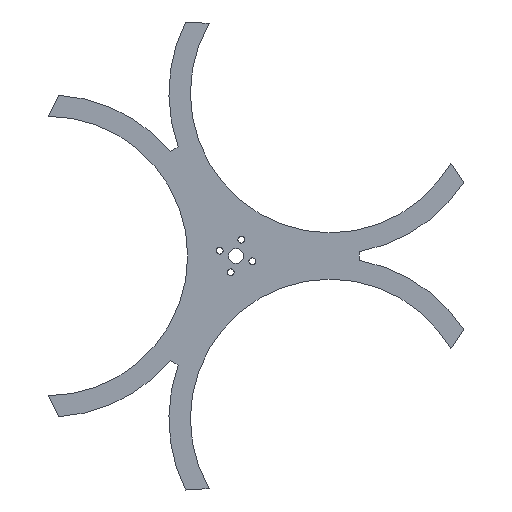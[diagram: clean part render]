
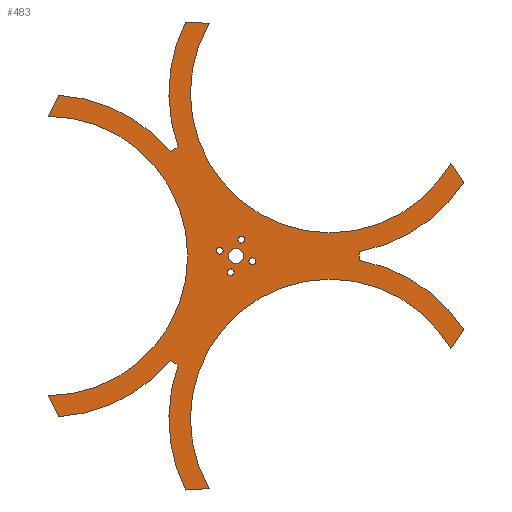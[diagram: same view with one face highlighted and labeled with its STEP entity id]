
A CAD part, front view. The second image highlights one B-rep face of the part: STEP entity #483.
In plain terms, the highlighted planar face has unit normal (0, -1, 0).
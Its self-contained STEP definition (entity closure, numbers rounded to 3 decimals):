
#15=FACE_BOUND('',#72,.T.);
#16=FACE_BOUND('',#73,.T.);
#17=FACE_BOUND('',#74,.T.);
#18=FACE_BOUND('',#75,.T.);
#19=FACE_BOUND('',#76,.T.);
#31=PLANE('',#539);
#46=FACE_OUTER_BOUND('',#71,.T.);
#71=EDGE_LOOP('',(#361,#362,#363,#364,#365,#366,#367,#368,#369,#370,#371,
#372,#373,#374,#375,#376,#377,#378));
#72=EDGE_LOOP('',(#379));
#73=EDGE_LOOP('',(#380));
#74=EDGE_LOOP('',(#381));
#75=EDGE_LOOP('',(#382));
#76=EDGE_LOOP('',(#383));
#100=LINE('',#751,#141);
#104=LINE('',#760,#145);
#108=LINE('',#769,#149);
#112=LINE('',#778,#153);
#116=LINE('',#787,#157);
#120=LINE('',#796,#161);
#124=LINE('',#806,#165);
#125=LINE('',#812,#166);
#126=LINE('',#818,#167);
#141=VECTOR('',#606,10.);
#145=VECTOR('',#612,10.);
#149=VECTOR('',#618,10.);
#153=VECTOR('',#624,10.);
#157=VECTOR('',#630,10.);
#161=VECTOR('',#636,10.);
#165=VECTOR('',#644,10.);
#166=VECTOR('',#651,10.);
#167=VECTOR('',#658,10.);
#179=CIRCLE('',#523,1.6);
#181=CIRCLE('',#526,1.6);
#183=CIRCLE('',#529,1.6);
#185=CIRCLE('',#532,1.6);
#186=CIRCLE('',#540,75.);
#187=CIRCLE('',#541,75.);
#188=CIRCLE('',#542,65.);
#189=CIRCLE('',#543,75.);
#190=CIRCLE('',#544,75.);
#191=CIRCLE('',#545,65.);
#192=CIRCLE('',#546,75.);
#193=CIRCLE('',#547,75.);
#194=CIRCLE('',#548,65.);
#195=CIRCLE('',#549,3.5);
#207=VERTEX_POINT('',#727);
#209=VERTEX_POINT('',#733);
#211=VERTEX_POINT('',#739);
#213=VERTEX_POINT('',#745);
#214=VERTEX_POINT('',#749);
#215=VERTEX_POINT('',#750);
#218=VERTEX_POINT('',#758);
#219=VERTEX_POINT('',#759);
#222=VERTEX_POINT('',#767);
#223=VERTEX_POINT('',#768);
#226=VERTEX_POINT('',#776);
#227=VERTEX_POINT('',#777);
#230=VERTEX_POINT('',#785);
#231=VERTEX_POINT('',#786);
#234=VERTEX_POINT('',#794);
#235=VERTEX_POINT('',#795);
#238=VERTEX_POINT('',#803);
#239=VERTEX_POINT('',#805);
#240=VERTEX_POINT('',#809);
#241=VERTEX_POINT('',#811);
#242=VERTEX_POINT('',#815);
#243=VERTEX_POINT('',#817);
#244=VERTEX_POINT('',#821);
#254=EDGE_CURVE('',#207,#207,#179,.T.);
#257=EDGE_CURVE('',#209,#209,#181,.T.);
#260=EDGE_CURVE('',#211,#211,#183,.T.);
#263=EDGE_CURVE('',#213,#213,#185,.T.);
#264=EDGE_CURVE('',#214,#215,#100,.T.);
#268=EDGE_CURVE('',#218,#219,#104,.T.);
#272=EDGE_CURVE('',#222,#223,#108,.T.);
#276=EDGE_CURVE('',#226,#227,#112,.T.);
#280=EDGE_CURVE('',#230,#231,#116,.T.);
#284=EDGE_CURVE('',#234,#235,#120,.T.);
#288=EDGE_CURVE('',#238,#215,#186,.T.);
#289=EDGE_CURVE('',#239,#238,#124,.T.);
#290=EDGE_CURVE('',#226,#239,#187,.T.);
#291=EDGE_CURVE('',#230,#227,#188,.T.);
#292=EDGE_CURVE('',#240,#231,#189,.T.);
#293=EDGE_CURVE('',#241,#240,#125,.T.);
#294=EDGE_CURVE('',#218,#241,#190,.T.);
#295=EDGE_CURVE('',#234,#219,#191,.T.);
#296=EDGE_CURVE('',#242,#235,#192,.T.);
#297=EDGE_CURVE('',#243,#242,#126,.T.);
#298=EDGE_CURVE('',#222,#243,#193,.T.);
#299=EDGE_CURVE('',#214,#223,#194,.T.);
#300=EDGE_CURVE('',#244,#244,#195,.T.);
#361=ORIENTED_EDGE('',*,*,#264,.T.);
#362=ORIENTED_EDGE('',*,*,#288,.F.);
#363=ORIENTED_EDGE('',*,*,#289,.F.);
#364=ORIENTED_EDGE('',*,*,#290,.F.);
#365=ORIENTED_EDGE('',*,*,#276,.T.);
#366=ORIENTED_EDGE('',*,*,#291,.F.);
#367=ORIENTED_EDGE('',*,*,#280,.T.);
#368=ORIENTED_EDGE('',*,*,#292,.F.);
#369=ORIENTED_EDGE('',*,*,#293,.F.);
#370=ORIENTED_EDGE('',*,*,#294,.F.);
#371=ORIENTED_EDGE('',*,*,#268,.T.);
#372=ORIENTED_EDGE('',*,*,#295,.F.);
#373=ORIENTED_EDGE('',*,*,#284,.T.);
#374=ORIENTED_EDGE('',*,*,#296,.F.);
#375=ORIENTED_EDGE('',*,*,#297,.F.);
#376=ORIENTED_EDGE('',*,*,#298,.F.);
#377=ORIENTED_EDGE('',*,*,#272,.T.);
#378=ORIENTED_EDGE('',*,*,#299,.F.);
#379=ORIENTED_EDGE('',*,*,#254,.T.);
#380=ORIENTED_EDGE('',*,*,#257,.T.);
#381=ORIENTED_EDGE('',*,*,#260,.T.);
#382=ORIENTED_EDGE('',*,*,#263,.T.);
#383=ORIENTED_EDGE('',*,*,#300,.T.);
#483=ADVANCED_FACE('',(#46,#15,#16,#17,#18,#19),#31,.F.);
#523=AXIS2_PLACEMENT_3D('',#729,#581,#582);
#526=AXIS2_PLACEMENT_3D('',#735,#588,#589);
#529=AXIS2_PLACEMENT_3D('',#741,#595,#596);
#532=AXIS2_PLACEMENT_3D('',#747,#602,#603);
#539=AXIS2_PLACEMENT_3D('',#802,#640,#641);
#540=AXIS2_PLACEMENT_3D('',#804,#642,#643);
#541=AXIS2_PLACEMENT_3D('',#807,#645,#646);
#542=AXIS2_PLACEMENT_3D('',#808,#647,#648);
#543=AXIS2_PLACEMENT_3D('',#810,#649,#650);
#544=AXIS2_PLACEMENT_3D('',#813,#652,#653);
#545=AXIS2_PLACEMENT_3D('',#814,#654,#655);
#546=AXIS2_PLACEMENT_3D('',#816,#656,#657);
#547=AXIS2_PLACEMENT_3D('',#819,#659,#660);
#548=AXIS2_PLACEMENT_3D('',#820,#661,#662);
#549=AXIS2_PLACEMENT_3D('',#822,#663,#664);
#581=DIRECTION('center_axis',(0.,1.,0.));
#582=DIRECTION('ref_axis',(1.,0.,0.));
#588=DIRECTION('center_axis',(0.,1.,0.));
#589=DIRECTION('ref_axis',(1.,0.,0.));
#595=DIRECTION('center_axis',(0.,1.,0.));
#596=DIRECTION('ref_axis',(1.,0.,0.));
#602=DIRECTION('center_axis',(0.,1.,0.));
#603=DIRECTION('ref_axis',(1.,0.,0.));
#606=DIRECTION('',(-0.998,0.,0.058));
#612=DIRECTION('',(0.998,0.,0.058));
#618=DIRECTION('',(-0.55,0.,0.835));
#624=DIRECTION('',(-0.449,0.,-0.894));
#630=DIRECTION('',(0.449,0.,-0.894));
#636=DIRECTION('',(0.55,0.,0.835));
#640=DIRECTION('center_axis',(0.,1.,0.));
#641=DIRECTION('ref_axis',(0.,0.,1.));
#642=DIRECTION('center_axis',(0.,1.,0.));
#643=DIRECTION('ref_axis',(-1.,0.,0.));
#644=DIRECTION('',(0.866,0.,0.5));
#645=DIRECTION('center_axis',(0.,1.,0.));
#646=DIRECTION('ref_axis',(-1.,0.,0.));
#647=DIRECTION('center_axis',(0.,-1.,0.));
#648=DIRECTION('ref_axis',(1.,0.,0.));
#649=DIRECTION('center_axis',(0.,1.,0.));
#650=DIRECTION('ref_axis',(-1.,0.,0.));
#651=DIRECTION('',(-0.866,0.,0.5));
#652=DIRECTION('center_axis',(0.,1.,0.));
#653=DIRECTION('ref_axis',(-1.,0.,0.));
#654=DIRECTION('center_axis',(0.,-1.,0.));
#655=DIRECTION('ref_axis',(1.,0.,0.));
#656=DIRECTION('center_axis',(0.,1.,0.));
#657=DIRECTION('ref_axis',(-1.,0.,0.));
#658=DIRECTION('',(0.,0.,-1.));
#659=DIRECTION('center_axis',(0.,1.,0.));
#660=DIRECTION('ref_axis',(-1.,0.,0.));
#661=DIRECTION('center_axis',(0.,-1.,0.));
#662=DIRECTION('ref_axis',(1.,0.,0.));
#663=DIRECTION('center_axis',(0.,1.,0.));
#664=DIRECTION('ref_axis',(1.,0.,0.));
#727=CARTESIAN_POINT('',(-4.07,0.,-7.609));
#729=CARTESIAN_POINT('Origin',(-2.47,0.,-7.609));
#733=CARTESIAN_POINT('',(6.009,0.,-2.47));
#735=CARTESIAN_POINT('Origin',(7.609,0.,-2.47));
#739=CARTESIAN_POINT('',(-9.209,0.,2.47));
#741=CARTESIAN_POINT('Origin',(-7.609,0.,2.47));
#745=CARTESIAN_POINT('',(0.87,0.,7.609));
#747=CARTESIAN_POINT('Origin',(2.47,0.,7.609));
#749=CARTESIAN_POINT('',(-12.542,0.,108.277));
#750=CARTESIAN_POINT('',(-23.53,0.,108.92));
#751=CARTESIAN_POINT('',(-3.347,0.,107.739));
#758=CARTESIAN_POINT('',(-23.53,0.,-108.92));
#759=CARTESIAN_POINT('',(-12.542,0.,-108.277));
#760=CARTESIAN_POINT('',(2.147,0.,-107.418));
#767=CARTESIAN_POINT('',(106.092,0.,34.083));
#768=CARTESIAN_POINT('',(100.042,0.,43.277));
#769=CARTESIAN_POINT('',(96.464,0.,48.714));
#776=CARTESIAN_POINT('',(-82.563,0.,74.837));
#777=CARTESIAN_POINT('',(-87.5,0.,65.));
#778=CARTESIAN_POINT('',(-90.66,0.,58.703));
#785=CARTESIAN_POINT('',(-87.5,0.,-65.));
#786=CARTESIAN_POINT('',(-82.563,0.,-74.837));
#787=CARTESIAN_POINT('',(-88.192,0.,-63.622));
#794=CARTESIAN_POINT('',(100.042,0.,-43.277));
#795=CARTESIAN_POINT('',(106.092,0.,-34.083));
#796=CARTESIAN_POINT('',(99.489,0.,-44.117));
#802=CARTESIAN_POINT('Origin',(10.601,0.,0.));
#803=CARTESIAN_POINT('',(-26.964,0.,50.786));
#804=CARTESIAN_POINT('Origin',(43.75,0.,75.777));
#805=CARTESIAN_POINT('',(-30.5,0.,48.744));
#806=CARTESIAN_POINT('',(-30.5,0.,48.744));
#807=CARTESIAN_POINT('Origin',(-87.5,0.,0.));
#808=CARTESIAN_POINT('Origin',(-87.5,0.,0.));
#809=CARTESIAN_POINT('',(-30.5,0.,-48.744));
#810=CARTESIAN_POINT('Origin',(-87.5,0.,0.));
#811=CARTESIAN_POINT('',(-26.964,0.,-50.786));
#812=CARTESIAN_POINT('',(-26.964,0.,-50.786));
#813=CARTESIAN_POINT('Origin',(43.75,0.,-75.777));
#814=CARTESIAN_POINT('Origin',(43.75,0.,-75.777));
#815=CARTESIAN_POINT('',(57.464,0.,-2.042));
#816=CARTESIAN_POINT('Origin',(43.75,0.,-75.777));
#817=CARTESIAN_POINT('',(57.464,0.,2.042));
#818=CARTESIAN_POINT('',(57.464,0.,2.042));
#819=CARTESIAN_POINT('Origin',(43.75,0.,75.777));
#820=CARTESIAN_POINT('Origin',(43.75,0.,75.777));
#821=CARTESIAN_POINT('',(-3.5,0.,0.));
#822=CARTESIAN_POINT('Origin',(0.,0.,0.));
